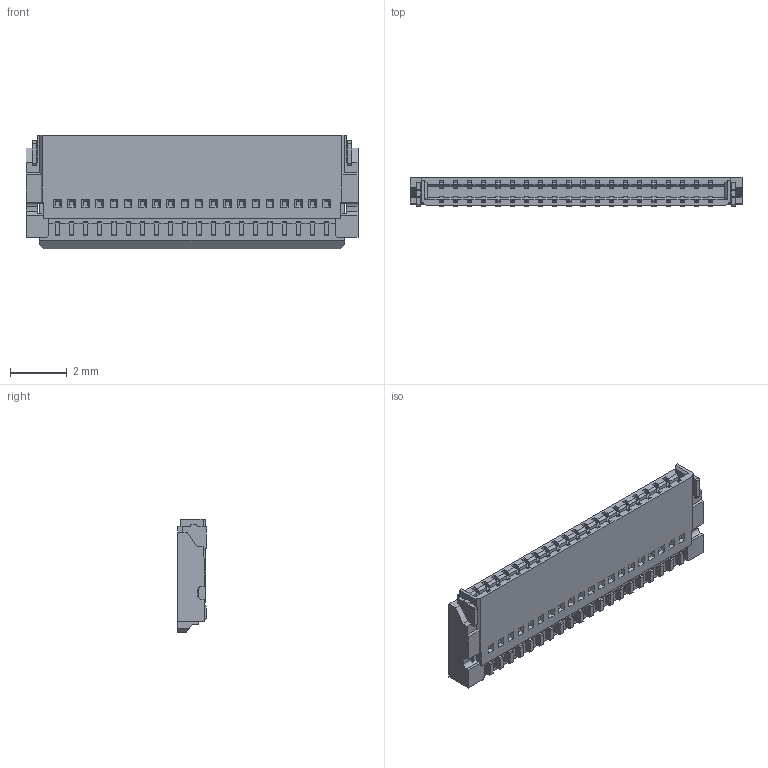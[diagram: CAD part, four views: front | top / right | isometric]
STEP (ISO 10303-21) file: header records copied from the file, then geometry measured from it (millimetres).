
FILE_DESCRIPTION (( 'STEP AP214' ), '1' );
FILE_NAME ('5034802000.STEP', '2024-03-26T11:22:48', ( '' ), ( '' ), 'SwSTEP 2.0', 'SolidWorks 2021', '' );
FILE_SCHEMA (( 'AUTOMOTIVE_DESIGN' ));
Length unit declared in the file: millimetre
Products named in the file (2): 503480-xxxx_20; 5034802000
Assembly tree (1 placements, depth 2):
  5034802000
    503480-xxxx_20
Bounding box: 11.7 x 1.02 x 4 mm (x, y, z)
Volume: 32.5 mm3; surface area: 281.5 mm2
Topology: 44 solids, 44 shells, 1185 faces, 3238 edges, 2158 vertices
Faces by surface type: plane 949, cylinder 236
Entity records: 37613 total; most frequent: CARTESIAN_POINT 6585, ORIENTED_EDGE 6476, DIRECTION 6092, EDGE_CURVE 3238, VECTOR 2762, LINE 2762, VERTEX_POINT 2158, AXIS2_PLACEMENT_3D 1665
